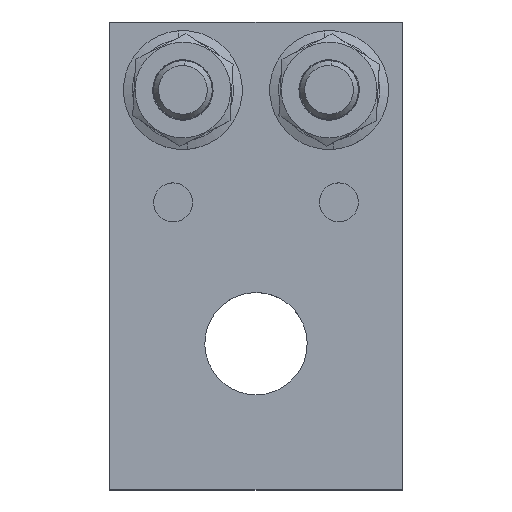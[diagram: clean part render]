
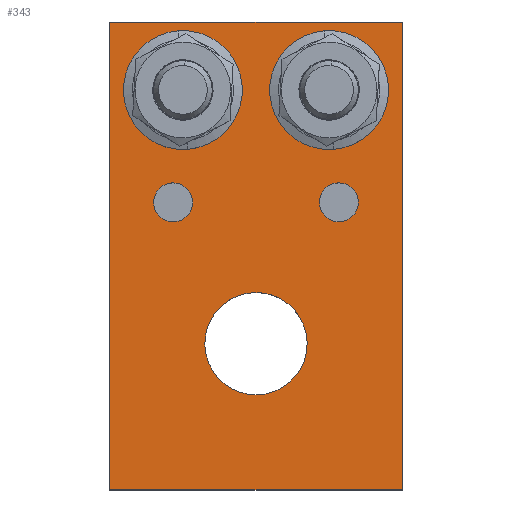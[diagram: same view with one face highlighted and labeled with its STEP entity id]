
A CAD part, top view. The second image highlights one B-rep face of the part: STEP entity #343.
In plain terms, the highlighted planar face has unit normal (0, 0, 1).
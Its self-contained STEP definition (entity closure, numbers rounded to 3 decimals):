
#192=AXIS2_PLACEMENT_3D('Circle Axis2P3D',#190,#191,$) ;
#218=AXIS2_PLACEMENT_3D('Circle Axis2P3D',#216,#217,$) ;
#231=AXIS2_PLACEMENT_3D('Plane Axis2P3D',#228,#229,#230) ;
#269=AXIS2_PLACEMENT_3D('Circle Axis2P3D',#267,#268,$) ;
#278=AXIS2_PLACEMENT_3D('Circle Axis2P3D',#276,#277,$) ;
#287=AXIS2_PLACEMENT_3D('Circle Axis2P3D',#285,#286,$) ;
#296=AXIS2_PLACEMENT_3D('Circle Axis2P3D',#294,#295,$) ;
#305=AXIS2_PLACEMENT_3D('Circle Axis2P3D',#303,#304,$) ;
#314=AXIS2_PLACEMENT_3D('Circle Axis2P3D',#312,#313,$) ;
#323=AXIS2_PLACEMENT_3D('Circle Axis2P3D',#321,#322,$) ;
#332=AXIS2_PLACEMENT_3D('Circle Axis2P3D',#330,#331,$) ;
#190=CARTESIAN_POINT('Axis2P3D Location',(6.5,29.5,6.5)) ;
#194=CARTESIAN_POINT('Vertex',(7.459,31.255,6.5)) ;
#196=CARTESIAN_POINT('Vertex',(5.541,27.745,6.5)) ;
#216=CARTESIAN_POINT('Axis2P3D Location',(6.5,29.5,6.5)) ;
#228=CARTESIAN_POINT('Axis2P3D Location',(15.,15.,6.5)) ;
#233=CARTESIAN_POINT('Line Origine',(15.,0.,6.5)) ;
#237=CARTESIAN_POINT('Vertex',(0.,0.,6.5)) ;
#239=CARTESIAN_POINT('Vertex',(30.,0.,6.5)) ;
#242=CARTESIAN_POINT('Line Origine',(30.,24.,6.5)) ;
#246=CARTESIAN_POINT('Vertex',(30.,48.,6.5)) ;
#249=CARTESIAN_POINT('Line Origine',(15.,48.,6.5)) ;
#253=CARTESIAN_POINT('Vertex',(0.,48.,6.5)) ;
#256=CARTESIAN_POINT('Line Origine',(0.,24.,6.5)) ;
#267=CARTESIAN_POINT('Axis2P3D Location',(15.,15.,6.5)) ;
#271=CARTESIAN_POINT('Vertex',(17.517,19.607,6.5)) ;
#273=CARTESIAN_POINT('Vertex',(12.483,10.393,6.5)) ;
#276=CARTESIAN_POINT('Axis2P3D Location',(15.,15.,6.5)) ;
#285=CARTESIAN_POINT('Axis2P3D Location',(7.5,41.,6.5)) ;
#289=CARTESIAN_POINT('Vertex',(9.082,43.896,6.5)) ;
#291=CARTESIAN_POINT('Vertex',(5.918,38.104,6.5)) ;
#294=CARTESIAN_POINT('Axis2P3D Location',(7.5,41.,6.5)) ;
#303=CARTESIAN_POINT('Axis2P3D Location',(23.5,29.5,6.5)) ;
#307=CARTESIAN_POINT('Vertex',(24.459,31.255,6.5)) ;
#309=CARTESIAN_POINT('Vertex',(22.541,27.745,6.5)) ;
#312=CARTESIAN_POINT('Axis2P3D Location',(23.5,29.5,6.5)) ;
#321=CARTESIAN_POINT('Axis2P3D Location',(22.5,41.,6.5)) ;
#325=CARTESIAN_POINT('Vertex',(24.082,43.896,6.5)) ;
#327=CARTESIAN_POINT('Vertex',(20.918,38.104,6.5)) ;
#330=CARTESIAN_POINT('Axis2P3D Location',(22.5,41.,6.5)) ;
#191=DIRECTION('Axis2P3D Direction',(0.,0.,-1.)) ;
#217=DIRECTION('Axis2P3D Direction',(0.,0.,-1.)) ;
#229=DIRECTION('Axis2P3D Direction',(0.,0.,1.)) ;
#230=DIRECTION('Axis2P3D XDirection',(0.,1.,0.)) ;
#234=DIRECTION('Vector Direction',(1.,0.,0.)) ;
#243=DIRECTION('Vector Direction',(0.,1.,0.)) ;
#250=DIRECTION('Vector Direction',(1.,0.,0.)) ;
#257=DIRECTION('Vector Direction',(0.,1.,0.)) ;
#268=DIRECTION('Axis2P3D Direction',(0.,0.,1.)) ;
#277=DIRECTION('Axis2P3D Direction',(0.,0.,1.)) ;
#286=DIRECTION('Axis2P3D Direction',(0.,0.,1.)) ;
#295=DIRECTION('Axis2P3D Direction',(0.,0.,1.)) ;
#304=DIRECTION('Axis2P3D Direction',(0.,0.,1.)) ;
#313=DIRECTION('Axis2P3D Direction',(0.,0.,1.)) ;
#322=DIRECTION('Axis2P3D Direction',(0.,0.,1.)) ;
#331=DIRECTION('Axis2P3D Direction',(0.,0.,1.)) ;
#235=VECTOR('Line Direction',#234,1.) ;
#244=VECTOR('Line Direction',#243,1.) ;
#251=VECTOR('Line Direction',#250,1.) ;
#258=VECTOR('Line Direction',#257,1.) ;
#262=ORIENTED_EDGE('',*,*,#241,.T.) ;
#263=ORIENTED_EDGE('',*,*,#248,.T.) ;
#264=ORIENTED_EDGE('',*,*,#255,.T.) ;
#265=ORIENTED_EDGE('',*,*,#260,.T.) ;
#282=ORIENTED_EDGE('',*,*,#275,.F.) ;
#283=ORIENTED_EDGE('',*,*,#280,.F.) ;
#300=ORIENTED_EDGE('',*,*,#293,.F.) ;
#301=ORIENTED_EDGE('',*,*,#298,.F.) ;
#318=ORIENTED_EDGE('',*,*,#311,.F.) ;
#319=ORIENTED_EDGE('',*,*,#316,.F.) ;
#336=ORIENTED_EDGE('',*,*,#329,.F.) ;
#337=ORIENTED_EDGE('',*,*,#334,.F.) ;
#340=ORIENTED_EDGE('',*,*,#198,.F.) ;
#341=ORIENTED_EDGE('',*,*,#220,.F.) ;
#284=FACE_BOUND('',#281,.T.) ;
#302=FACE_BOUND('',#299,.T.) ;
#320=FACE_BOUND('',#317,.T.) ;
#338=FACE_BOUND('',#335,.T.) ;
#342=FACE_BOUND('',#339,.T.) ;
#343=ADVANCED_FACE('37007_SMSE_WF10_2XM6.1\\K\X2\00F6\X0\rper.2',(#266,#284,#302,#320,#338,#342),#232,.T.) ;
#193=CIRCLE('generated circle',#192,2.) ;
#219=CIRCLE('generated circle',#218,2.) ;
#270=CIRCLE('generated circle',#269,5.25) ;
#279=CIRCLE('generated circle',#278,5.25) ;
#288=CIRCLE('generated circle',#287,3.3) ;
#297=CIRCLE('generated circle',#296,3.3) ;
#306=CIRCLE('generated circle',#305,2.) ;
#315=CIRCLE('generated circle',#314,2.) ;
#324=CIRCLE('generated circle',#323,3.3) ;
#333=CIRCLE('generated circle',#332,3.3) ;
#198=EDGE_CURVE('',#195,#197,#193,.F.) ;
#220=EDGE_CURVE('',#197,#195,#219,.F.) ;
#241=EDGE_CURVE('',#238,#240,#236,.T.) ;
#248=EDGE_CURVE('',#240,#247,#245,.T.) ;
#255=EDGE_CURVE('',#247,#254,#252,.F.) ;
#260=EDGE_CURVE('',#254,#238,#259,.F.) ;
#275=EDGE_CURVE('',#272,#274,#270,.T.) ;
#280=EDGE_CURVE('',#274,#272,#279,.T.) ;
#293=EDGE_CURVE('',#290,#292,#288,.T.) ;
#298=EDGE_CURVE('',#292,#290,#297,.T.) ;
#311=EDGE_CURVE('',#308,#310,#306,.T.) ;
#316=EDGE_CURVE('',#310,#308,#315,.T.) ;
#329=EDGE_CURVE('',#326,#328,#324,.T.) ;
#334=EDGE_CURVE('',#328,#326,#333,.T.) ;
#261=EDGE_LOOP('',(#262,#263,#264,#265)) ;
#281=EDGE_LOOP('',(#282,#283)) ;
#299=EDGE_LOOP('',(#300,#301)) ;
#317=EDGE_LOOP('',(#318,#319)) ;
#335=EDGE_LOOP('',(#336,#337)) ;
#339=EDGE_LOOP('',(#340,#341)) ;
#266=FACE_OUTER_BOUND('',#261,.T.) ;
#236=LINE('Line',#233,#235) ;
#245=LINE('Line',#242,#244) ;
#252=LINE('Line',#249,#251) ;
#259=LINE('Line',#256,#258) ;
#232=PLANE('',#231) ;
#195=VERTEX_POINT('',#194) ;
#197=VERTEX_POINT('',#196) ;
#238=VERTEX_POINT('',#237) ;
#240=VERTEX_POINT('',#239) ;
#247=VERTEX_POINT('',#246) ;
#254=VERTEX_POINT('',#253) ;
#272=VERTEX_POINT('',#271) ;
#274=VERTEX_POINT('',#273) ;
#290=VERTEX_POINT('',#289) ;
#292=VERTEX_POINT('',#291) ;
#308=VERTEX_POINT('',#307) ;
#310=VERTEX_POINT('',#309) ;
#326=VERTEX_POINT('',#325) ;
#328=VERTEX_POINT('',#327) ;
